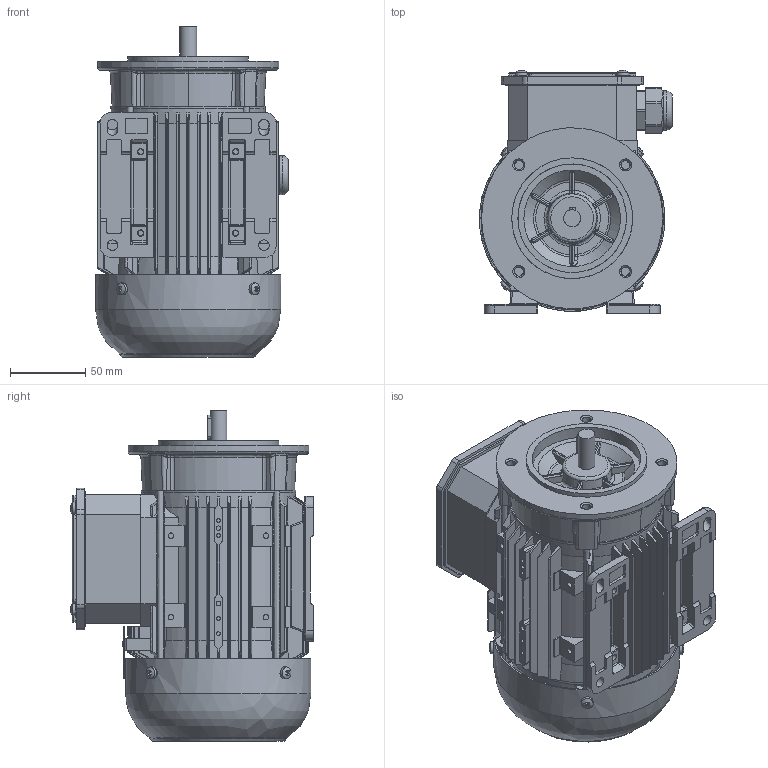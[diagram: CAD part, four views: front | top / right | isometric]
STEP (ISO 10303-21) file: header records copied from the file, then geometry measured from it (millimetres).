
FILE_DESCRIPTION((''),'2;1');
FILE_NAME('QS63PBGMM.stp','2009-11-06T17:52:28',( 'User'),('SDRC'),'I-DEAS Master Series 9','UNIX','Yes');
FILE_SCHEMA(('AUTOMOTIVE_DESIGN { 1 0 10303 214 1 1 1 1 }'));
Length unit declared in the file: millimetre
Products named in the file (1): GMM_000000000289
Bounding box: 127.92 x 161.1 x 219.45 mm (x, y, z)
Volume: 71618.1 mm3; surface area: 406196.7 mm2
Topology: 11 solids, 40 shells, 3042 faces, 8239 edges, 5274 vertices
Faces by surface type: bspline 3042
Entity records: 104250 total; most frequent: CARTESIAN_POINT 58010, ORIENTED_EDGE 16235, EDGE_CURVE 8178, VERTEX_POINT 5268, B_SPLINE_CURVE_WITH_KNOTS 3774, EDGE_LOOP 3286, FACE_OUTER_BOUND 3042, ADVANCED_FACE 3042
